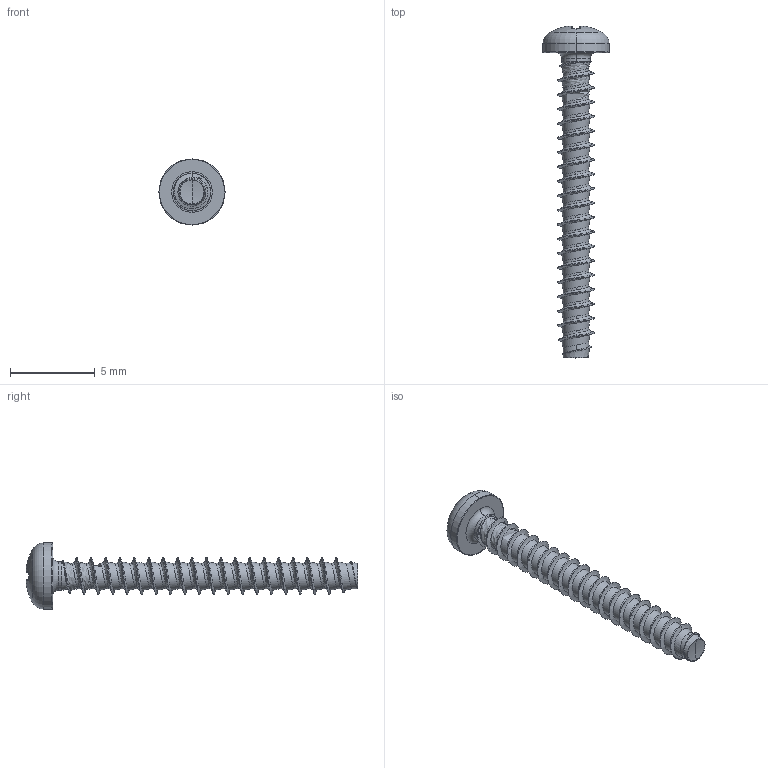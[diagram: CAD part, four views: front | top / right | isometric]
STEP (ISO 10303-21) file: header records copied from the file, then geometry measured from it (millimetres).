
FILE_DESCRIPTION (( 'STEP AP203' ), '1' );
FILE_NAME ('STP220220180.STEP', '2017-08-15T02:31:40', ( '' ), ( '' ), 'SwSTEP 2.0', 'SolidWorks 2015', '' );
FILE_SCHEMA (( 'CONFIG_CONTROL_DESIGN' ));
Length unit declared in the file: millimetre
Products named in the file (1): STP220220180
Bounding box: 3.9 x 19.56 x 3.9 mm (x, y, z)
Volume: 51.7 mm3; surface area: 184.5 mm2
Topology: 1 solids, 1 shells, 207 faces, 507 edges, 302 vertices
Faces by surface type: cylinder 66, bspline 55, plane 30, torus 28, sphere 20, cone 8
Entity records: 34268 total; most frequent: CARTESIAN_POINT 29924, ORIENTED_EDGE 1010, DIRECTION 776, EDGE_CURVE 505, AXIS2_PLACEMENT_3D 333, VERTEX_POINT 302, EDGE_LOOP 209, ADVANCED_FACE 207
